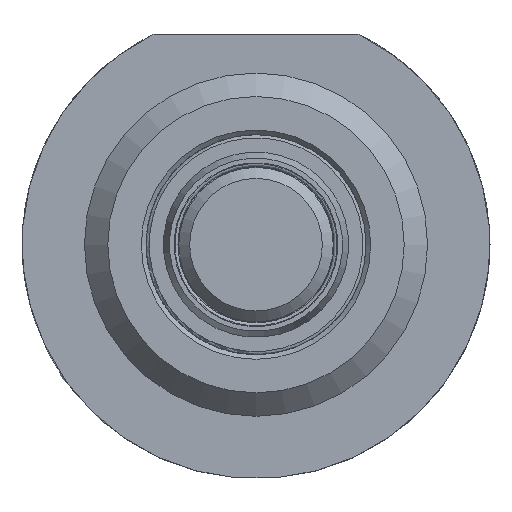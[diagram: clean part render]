
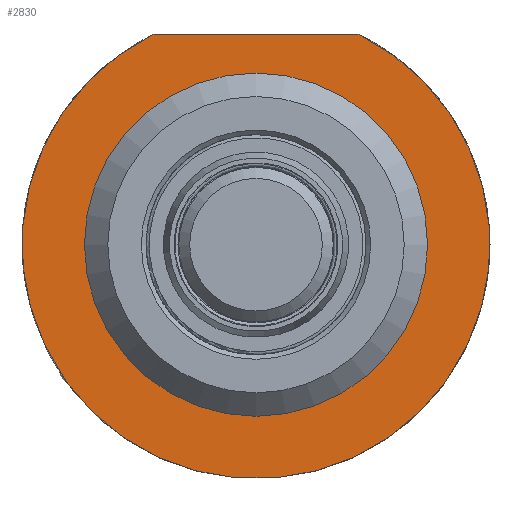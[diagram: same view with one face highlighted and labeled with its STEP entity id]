
A CAD part, front view. The second image highlights one B-rep face of the part: STEP entity #2830.
In plain terms, the highlighted planar face has unit normal (0, -1, 0).
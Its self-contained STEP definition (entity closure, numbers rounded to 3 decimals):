
#2460=CARTESIAN_POINT('',(-6.538,-57.,13.5));
#2461=VERTEX_POINT('',#2460);
#2462=CARTESIAN_POINT('',(6.538,-57.,13.5));
#2463=VERTEX_POINT('',#2462);
#2464=CARTESIAN_POINT('',(-6.538,-57.,13.5));
#2465=DIRECTION('',(1.0,0.0,0.0));
#2466=VECTOR('',#2465,13.077);
#2467=LINE('',#2464,#2466);
#2468=EDGE_CURVE('',#2461,#2463,#2467,.T.);
#2776=CARTESIAN_POINT('',(0.,-57.,11.));
#2777=VERTEX_POINT('',#2776);
#2778=CARTESIAN_POINT('',(0.,-57.,0.));
#2779=DIRECTION('',(0.0,1.0,0.0));
#2780=DIRECTION('',(0.0,0.0,1.0));
#2781=AXIS2_PLACEMENT_3D('',#2778,#2779,#2780);
#2782=CIRCLE('',#2781,11.0);
#2783=EDGE_CURVE('',#2777,#2777,#2782,.T.);
#2796=CARTESIAN_POINT('',(0.,-57.,0.));
#2797=DIRECTION('',(0.0,1.0,0.0));
#2798=DIRECTION('',(-0.436,0.0,0.9));
#2799=AXIS2_PLACEMENT_3D('',#2796,#2797,#2798);
#2800=CIRCLE('',#2799,15.);
#2801=EDGE_CURVE('',#2463,#2461,#2800,.T.);
#2818=CARTESIAN_POINT('',(0.,-57.,1.083));
#2819=DIRECTION('',(0.0,-1.0,0.0));
#2820=DIRECTION('',(0.0,0.0,-1.0));
#2821=AXIS2_PLACEMENT_3D('',#2818,#2819,#2820);
#2822=PLANE('',#2821);
#2823=ORIENTED_EDGE('',*,*,#2468,.F.);
#2824=ORIENTED_EDGE('',*,*,#2801,.F.);
#2825=EDGE_LOOP('',(#2823,#2824));
#2826=FACE_OUTER_BOUND('',#2825,.T.);
#2827=ORIENTED_EDGE('',*,*,#2783,.T.);
#2828=EDGE_LOOP('',(#2827));
#2829=FACE_BOUND('',#2828,.T.);
#2830=ADVANCED_FACE('',(#2826,#2829),#2822,.T.);
